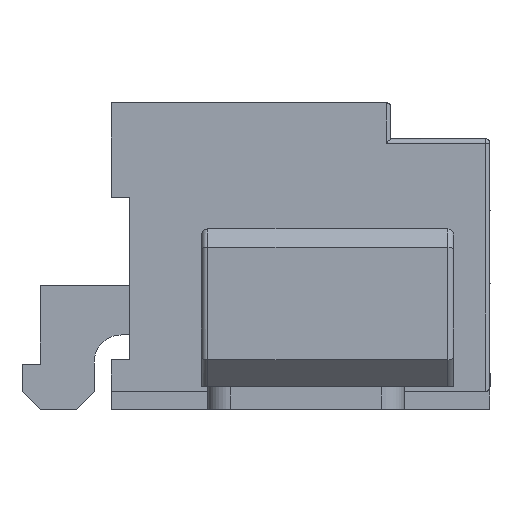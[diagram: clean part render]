
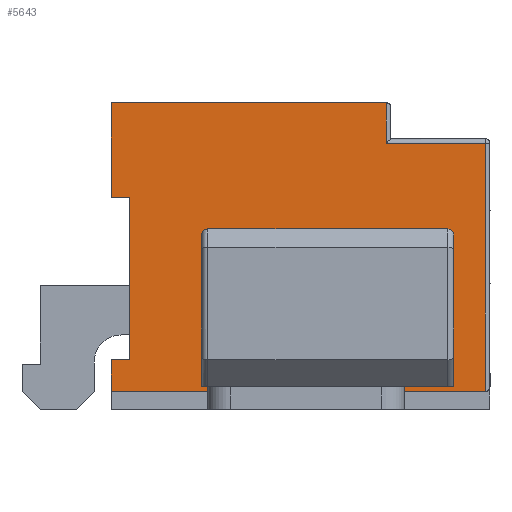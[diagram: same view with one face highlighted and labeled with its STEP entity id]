
A CAD part, left-side view. The second image highlights one B-rep face of the part: STEP entity #5643.
In plain terms, the highlighted planar face has unit normal (-1, 0, 0).
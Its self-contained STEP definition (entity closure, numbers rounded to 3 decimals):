
#465 = CARTESIAN_POINT ( 'NONE',  ( -15.25, 2.1, 0.2 ) ) ;
#473 = CARTESIAN_POINT ( 'NONE',  ( -15.25, 1.9, 0.55 ) ) ;
#569 = VERTEX_POINT ( 'NONE', #38295 ) ;
#1158 = VERTEX_POINT ( 'NONE', #11124 ) ;
#1965 = VECTOR ( 'NONE', #34540, 1000. ) ;
#3720 = DIRECTION ( 'NONE',  ( 0., -1., 0. ) ) ;
#4110 = VECTOR ( 'NONE', #39198, 1000. ) ;
#5231 = VECTOR ( 'NONE', #32008, 1000. ) ;
#5643 = ADVANCED_FACE ( 'NONE', ( #24509 ), #42125, .F. ) ;
#6068 = VERTEX_POINT ( 'NONE', #21054 ) ;
#6446 = ORIENTED_EDGE ( 'NONE', *, *, #16524, .F. ) ;
#6655 = CARTESIAN_POINT ( 'NONE',  ( -15.25, 2.1, 3.4 ) ) ;
#6806 = DIRECTION ( 'NONE',  ( 0., 1., 0. ) ) ;
#7504 = CARTESIAN_POINT ( 'NONE',  ( -15.25, -2.05, 2.95 ) ) ;
#8725 = VERTEX_POINT ( 'NONE', #11576 ) ;
#10545 = CARTESIAN_POINT ( 'NONE',  ( -15.25, 2.1, 2.95 ) ) ;
#10893 = CARTESIAN_POINT ( 'NONE',  ( -15.25, 2.1, 3.4 ) ) ;
#11124 = CARTESIAN_POINT ( 'NONE',  ( -15.25, -0.95, 3.4 ) ) ;
#11576 = CARTESIAN_POINT ( 'NONE',  ( -15.25, 2.1, 0.55 ) ) ;
#11887 = EDGE_CURVE ( 'NONE', #20057, #6068, #42684, .T. ) ;
#12014 = CARTESIAN_POINT ( 'NONE',  ( -15.25, 2.1, 3.4 ) ) ;
#12018 = ORIENTED_EDGE ( 'NONE', *, *, #13965, .T. ) ;
#12812 = DIRECTION ( 'NONE',  ( 0., 0., -1. ) ) ;
#13462 = VERTEX_POINT ( 'NONE', #473 ) ;
#13713 = DIRECTION ( 'NONE',  ( 0., 0., -1. ) ) ;
#13917 = LINE ( 'NONE', #25423, #14978 ) ;
#13965 = EDGE_CURVE ( 'NONE', #44363, #17510, #42779, .T. ) ;
#14491 = ORIENTED_EDGE ( 'NONE', *, *, #22208, .F. ) ;
#14625 = DIRECTION ( 'NONE',  ( 0., 0., 1. ) ) ;
#14978 = VECTOR ( 'NONE', #14625, 1000. ) ;
#16340 = LINE ( 'NONE', #30649, #24014 ) ;
#16524 = EDGE_CURVE ( 'NONE', #569, #35433, #38006, .T. ) ;
#17510 = VERTEX_POINT ( 'NONE', #26922 ) ;
#18518 = VERTEX_POINT ( 'NONE', #45285 ) ;
#18966 = VECTOR ( 'NONE', #21448, 1000. ) ;
#20057 = VERTEX_POINT ( 'NONE', #7504 ) ;
#21054 = CARTESIAN_POINT ( 'NONE',  ( -15.25, -0.95, 2.95 ) ) ;
#21389 = LINE ( 'NONE', #43191, #30644 ) ;
#21448 = DIRECTION ( 'NONE',  ( 0., 0., -1. ) ) ;
#21581 = ORIENTED_EDGE ( 'NONE', *, *, #30883, .T. ) ;
#22208 = EDGE_CURVE ( 'NONE', #18518, #17510, #31545, .T. ) ;
#22840 = EDGE_CURVE ( 'NONE', #8725, #35433, #16340, .T. ) ;
#22973 = VECTOR ( 'NONE', #41315, 1000. ) ;
#24014 = VECTOR ( 'NONE', #12812, 1000. ) ;
#24509 = FACE_OUTER_BOUND ( 'NONE', #34190, .T. ) ;
#24907 = LINE ( 'NONE', #39194, #26282 ) ;
#24911 = LINE ( 'NONE', #42268, #4110 ) ;
#25076 = ORIENTED_EDGE ( 'NONE', *, *, #11887, .T. ) ;
#25423 = CARTESIAN_POINT ( 'NONE',  ( -15.25, -2.05, 3.4 ) ) ;
#26282 = VECTOR ( 'NONE', #3720, 1000. ) ;
#26922 = CARTESIAN_POINT ( 'NONE',  ( -15.25, 2.1, 2.35 ) ) ;
#26968 = CARTESIAN_POINT ( 'NONE',  ( -15.25, 2.1, 0.2 ) ) ;
#27966 = LINE ( 'NONE', #31693, #1965 ) ;
#28709 = ORIENTED_EDGE ( 'NONE', *, *, #22840, .T. ) ;
#30644 = VECTOR ( 'NONE', #35699, 1000. ) ;
#30649 = CARTESIAN_POINT ( 'NONE',  ( -15.25, 2.1, 3.4 ) ) ;
#30883 = EDGE_CURVE ( 'NONE', #569, #20057, #13917, .T. ) ;
#31181 = EDGE_CURVE ( 'NONE', #44363, #1158, #24907, .T. ) ;
#31542 = ORIENTED_EDGE ( 'NONE', *, *, #31181, .F. ) ;
#31545 = LINE ( 'NONE', #31789, #5231 ) ;
#31693 = CARTESIAN_POINT ( 'NONE',  ( -15.25, 1.9, 0.55 ) ) ;
#31789 = CARTESIAN_POINT ( 'NONE',  ( -15.25, 1.9, 2.35 ) ) ;
#32008 = DIRECTION ( 'NONE',  ( 0., 1., 0. ) ) ;
#34190 = EDGE_LOOP ( 'NONE', ( #36838, #38658, #28709, #6446, #21581, #25076, #46476, #31542, #12018, #14491 ) ) ;
#34540 = DIRECTION ( 'NONE',  ( 0., 0., 1. ) ) ;
#35354 = EDGE_CURVE ( 'NONE', #13462, #8725, #24911, .T. ) ;
#35433 = VERTEX_POINT ( 'NONE', #465 ) ;
#35699 = DIRECTION ( 'NONE',  ( 0., 0., 1. ) ) ;
#36838 = ORIENTED_EDGE ( 'NONE', *, *, #46402, .F. ) ;
#37600 = VECTOR ( 'NONE', #6806, 1000. ) ;
#38006 = LINE ( 'NONE', #26968, #22973 ) ;
#38295 = CARTESIAN_POINT ( 'NONE',  ( -15.25, -2.05, 0.2 ) ) ;
#38355 = EDGE_CURVE ( 'NONE', #6068, #1158, #21389, .T. ) ;
#38658 = ORIENTED_EDGE ( 'NONE', *, *, #35354, .T. ) ;
#39194 = CARTESIAN_POINT ( 'NONE',  ( -15.25, 2.1, 3.4 ) ) ;
#39198 = DIRECTION ( 'NONE',  ( 0., 1., 0. ) ) ;
#41315 = DIRECTION ( 'NONE',  ( 0., 1., 0. ) ) ;
#42125 = PLANE ( 'NONE',  #42773 ) ;
#42268 = CARTESIAN_POINT ( 'NONE',  ( -15.25, 1.9, 0.55 ) ) ;
#42684 = LINE ( 'NONE', #10545, #37600 ) ;
#42773 = AXIS2_PLACEMENT_3D ( 'NONE', #10893, #45895, #13713 ) ;
#42779 = LINE ( 'NONE', #6655, #18966 ) ;
#43191 = CARTESIAN_POINT ( 'NONE',  ( -15.25, -0.95, 3.4 ) ) ;
#44363 = VERTEX_POINT ( 'NONE', #12014 ) ;
#45285 = CARTESIAN_POINT ( 'NONE',  ( -15.25, 1.9, 2.35 ) ) ;
#45895 = DIRECTION ( 'NONE',  ( 1., 0., 0. ) ) ;
#46402 = EDGE_CURVE ( 'NONE', #13462, #18518, #27966, .T. ) ;
#46476 = ORIENTED_EDGE ( 'NONE', *, *, #38355, .T. ) ;
